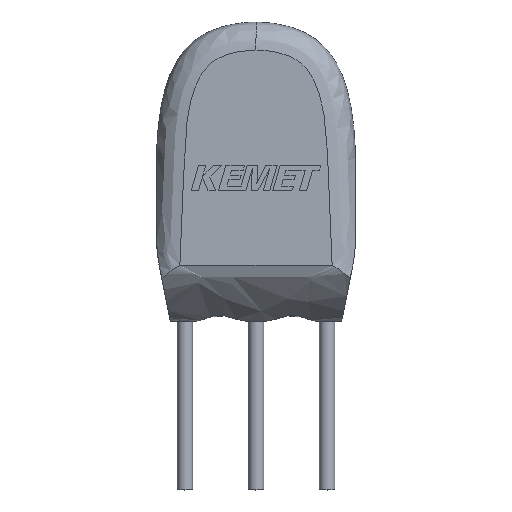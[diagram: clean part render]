
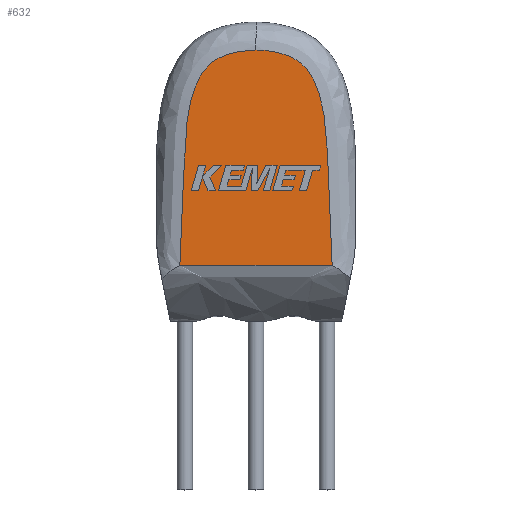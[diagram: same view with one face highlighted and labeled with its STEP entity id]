
A CAD part, top view. The second image highlights one B-rep face of the part: STEP entity #632.
In plain terms, the highlighted planar face has unit normal (0, 0, 1).
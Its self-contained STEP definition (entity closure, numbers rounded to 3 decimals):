
#6 = CARTESIAN_POINT ( 'NONE',  ( -2.493, 0.317, 4.8 ) ) ;
#28 = CARTESIAN_POINT ( 'NONE',  ( -0.381, 3.041, 4.8 ) ) ;
#57 = CARTESIAN_POINT ( 'NONE',  ( -1.461, 2.694, 4.8 ) ) ;
#74 = CARTESIAN_POINT ( 'NONE',  ( -1.296, 2.79, 4.8 ) ) ;
#147 = CARTESIAN_POINT ( 'NONE',  ( 0.76, 2.981, 4.8 ) ) ;
#161 = CARTESIAN_POINT ( 'NONE',  ( 2.334, 1.234, 4.8 ) ) ;
#276 = PLANE ( 'NONE',  #1434 ) ;
#388 = CARTESIAN_POINT ( 'NONE',  ( -0.943, 2.936, 4.8 ) ) ;
#400 = CARTESIAN_POINT ( 'NONE',  ( -2.689, -3.876, 4.8 ) ) ;
#432 = CARTESIAN_POINT ( 'NONE',  ( -2.551, -0.445, 4.8 ) ) ;
#509 = CARTESIAN_POINT ( 'NONE',  ( 2.721, -4.639, 4.8 ) ) ;
#632 = ADVANCED_FACE ( 'NONE', ( #4055 ), #276, .T. ) ;
#765 = CARTESIAN_POINT ( 'NONE',  ( 0., 3.061, 4.8 ) ) ;
#939 = CARTESIAN_POINT ( 'NONE',  ( 1.548, 2.633, 4.8 ) ) ;
#960 = ORIENTED_EDGE ( 'NONE', *, *, #1148, .T. ) ;
#975 = CARTESIAN_POINT ( 'NONE',  ( 2.496, 0.295, 4.8 ) ) ;
#1148 = EDGE_CURVE ( 'NONE', #1444, #4350, #4028, .T. ) ;
#1158 = CARTESIAN_POINT ( 'NONE',  ( -2.154, 1.8, 4.8 ) ) ;
#1304 = CARTESIAN_POINT ( 'NONE',  ( 2.084, 1.962, 4.8 ) ) ;
#1415 = B_SPLINE_CURVE_WITH_KNOTS ( 'NONE', 3,
 ( #765, #3446, #28, #2375, #388, #2357, #74, #57, #1998, #3891, #1591, #1946, #1158, #4250, #2759, #2748, #6, #432, #3872, #3822, #2697, #400, #3089 ),
 .UNSPECIFIED., .F., .F.,
 ( 4, 2, 2, 2, 2, 2, 2, 2, 2, 2, 1, 4 ),
 ( 0., 0.001, 0.001, 0.001, 0.002, 0.002, 0.003, 0.003, 0.005, 0.006, 0.007, 0.009 ),
 .UNSPECIFIED. ) ;
#1434 = AXIS2_PLACEMENT_3D ( 'NONE', #2956, #2623, #4903 ) ;
#1444 = VERTEX_POINT ( 'NONE', #3986 ) ;
#1591 = CARTESIAN_POINT ( 'NONE',  ( -1.88, 2.303, 4.8 ) ) ;
#1676 = CARTESIAN_POINT ( 'NONE',  ( 2.689, -3.88, 4.8 ) ) ;
#1733 = CARTESIAN_POINT ( 'NONE',  ( 0.948, 2.935, 4.8 ) ) ;
#1770 = CARTESIAN_POINT ( 'NONE',  ( 2.286, 1.422, 4.8 ) ) ;
#1810 = CARTESIAN_POINT ( 'NONE',  ( 2.721, -4.639, 4.8 ) ) ;
#1946 = CARTESIAN_POINT ( 'NONE',  ( -2.078, 1.974, 4.8 ) ) ;
#1998 = CARTESIAN_POINT ( 'NONE',  ( -1.541, 2.638, 4.8 ) ) ;
#2089 = CARTESIAN_POINT ( 'NONE',  ( 1.887, 2.293, 4.8 ) ) ;
#2125 = CARTESIAN_POINT ( 'NONE',  ( 0.383, 3.041, 4.8 ) ) ;
#2163 = CARTESIAN_POINT ( 'NONE',  ( 2.594, -1.602, 4.8 ) ) ;
#2200 = CARTESIAN_POINT ( 'NONE',  ( 0.907, -4.639, 4.8 ) ) ;
#2357 = CARTESIAN_POINT ( 'NONE',  ( -1.21, 2.831, 4.8 ) ) ;
#2375 = CARTESIAN_POINT ( 'NONE',  ( -0.756, 2.981, 4.8 ) ) ;
#2522 = CARTESIAN_POINT ( 'NONE',  ( 2.452, 0.672, 4.8 ) ) ;
#2623 = DIRECTION ( 'NONE',  ( 0., 0., 1. ) ) ;
#2697 = CARTESIAN_POINT ( 'NONE',  ( -2.641, -2.733, 4.8 ) ) ;
#2732 = EDGE_LOOP ( 'NONE', ( #4919, #4313, #960 ) ) ;
#2748 = CARTESIAN_POINT ( 'NONE',  ( -2.449, 0.695, 4.8 ) ) ;
#2759 = CARTESIAN_POINT ( 'NONE',  ( -2.33, 1.253, 4.8 ) ) ;
#2832 = CARTESIAN_POINT ( 'NONE',  ( 0., 3.061, 4.8 ) ) ;
#2922 = CARTESIAN_POINT ( 'NONE',  ( -2.721, -4.639, 4.8 ) ) ;
#2956 = CARTESIAN_POINT ( 'NONE',  ( -2.769, 2.76, 4.8 ) ) ;
#3089 = CARTESIAN_POINT ( 'NONE',  ( -2.721, -4.639, 4.8 ) ) ;
#3210 = CARTESIAN_POINT ( 'NONE',  ( 1.767, 2.445, 4.8 ) ) ;
#3224 = CARTESIAN_POINT ( 'NONE',  ( 2.642, -2.741, 4.8 ) ) ;
#3243 = CARTESIAN_POINT ( 'NONE',  ( 2.563, -0.842, 4.8 ) ) ;
#3446 = CARTESIAN_POINT ( 'NONE',  ( -0.191, 3.056, 4.8 ) ) ;
#3607 = EDGE_CURVE ( 'NONE', #4350, #4859, #4276, .T. ) ;
#3724 = CARTESIAN_POINT ( 'NONE',  ( 2.721, -4.639, 4.8 ) ) ;
#3822 = CARTESIAN_POINT ( 'NONE',  ( -2.594, -1.589, 4.8 ) ) ;
#3872 = CARTESIAN_POINT ( 'NONE',  ( -2.562, -0.826, 4.8 ) ) ;
#3891 = CARTESIAN_POINT ( 'NONE',  ( -1.759, 2.453, 4.8 ) ) ;
#3972 = CARTESIAN_POINT ( 'NONE',  ( 1.303, 2.787, 4.8 ) ) ;
#3986 = CARTESIAN_POINT ( 'NONE',  ( -2.721, -4.639, 4.8 ) ) ;
#4006 = CARTESIAN_POINT ( 'NONE',  ( 1.468, 2.69, 4.8 ) ) ;
#4028 = B_SPLINE_CURVE_WITH_KNOTS ( 'NONE', 3,
 ( #2922, #4082, #2200, #3724 ),
 .UNSPECIFIED., .F., .F.,
 ( 4, 4 ),
 ( 0.107, 0.893 ),
 .UNSPECIFIED. ) ;
#4042 = CARTESIAN_POINT ( 'NONE',  ( 2.552, -0.462, 4.8 ) ) ;
#4055 = FACE_OUTER_BOUND ( 'NONE', #2732, .T. ) ;
#4082 = CARTESIAN_POINT ( 'NONE',  ( -0.907, -4.639, 4.8 ) ) ;
#4250 = CARTESIAN_POINT ( 'NONE',  ( -2.281, 1.438, 4.8 ) ) ;
#4276 = B_SPLINE_CURVE_WITH_KNOTS ( 'NONE', 3,
 ( #509, #1676, #3224, #2163, #3243, #4042, #975, #2522, #161, #1770, #4419, #1304, #2089, #3210, #939, #4006, #3972, #4811, #1733, #147, #2125, #4785, #2832 ),
 .UNSPECIFIED., .F., .F.,
 ( 4, 1, 2, 2, 2, 2, 2, 2, 2, 2, 2, 4 ),
 ( 0., 0.002, 0.003, 0.005, 0.006, 0.006, 0.007, 0.007, 0.008, 0.008, 0.009, 0.009 ),
 .UNSPECIFIED. ) ;
#4313 = ORIENTED_EDGE ( 'NONE', *, *, #4617, .T. ) ;
#4350 = VERTEX_POINT ( 'NONE', #1810 ) ;
#4419 = CARTESIAN_POINT ( 'NONE',  ( 2.16, 1.786, 4.8 ) ) ;
#4617 = EDGE_CURVE ( 'NONE', #4859, #1444, #1415, .T. ) ;
#4732 = CARTESIAN_POINT ( 'NONE',  ( 0., 3.061, 4.8 ) ) ;
#4785 = CARTESIAN_POINT ( 'NONE',  ( 0.192, 3.056, 4.8 ) ) ;
#4811 = CARTESIAN_POINT ( 'NONE',  ( 1.216, 2.828, 4.8 ) ) ;
#4859 = VERTEX_POINT ( 'NONE', #4732 ) ;
#4903 = DIRECTION ( 'NONE',  ( 1., 0., 0. ) ) ;
#4919 = ORIENTED_EDGE ( 'NONE', *, *, #3607, .T. ) ;
